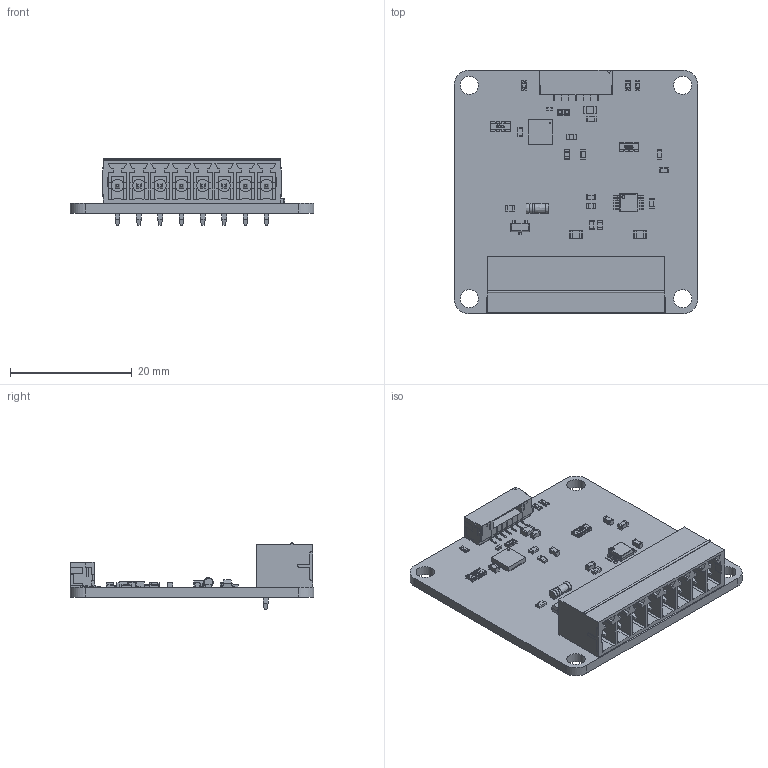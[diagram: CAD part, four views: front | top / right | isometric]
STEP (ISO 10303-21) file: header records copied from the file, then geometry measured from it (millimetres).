
FILE_DESCRIPTION(('FreeCAD Model'),'2;1');
FILE_NAME('industrial-dual-0-20ma-v2.step','2018-07-31T10:20:16',('kicad StepUp'),('ksu MCAD' ),'Open CASCADE STEP processor 7.3','FreeCAD','Unknown');
FILE_SCHEMA(('AUTOMOTIVE_DESIGN { 1 0 10303 214 1 1 1 1 }'));
Length unit declared in the file: millimetre
Products named in the file (34): industrial-dual-0-20ma-v2; Board_Geoms; Pcb; Step_Models; Top; QFN-24_4x4mm_Pitch0.5mm_; C_0805_; C_0603_; C_0603_001; MiniMelf_; D_0603_blue_; D_0603_blue_001; BrickletConn_7pin_; 8er_Phoenix_Buchse_; SOT23_; R_0805_; R_0805_001; Cut_; R_4x0603_; MSOP-10_; D_0603_blue_002; R_4x0603_001; C_0603_002; C_0402_; C_0603_003; C_0603_004; C_0603_005; C_0603_006; C_0603_007; R_0603_; R_0603_001; R_0603_002; R_0603_003; R_0603_004
Assembly tree (33 placements, depth 4):
  industrial-dual-0-20ma-v2
    Board_Geoms
      Pcb
    Step_Models
      Top
        QFN-24_4x4mm_Pitch0.5mm_
        C_0805_
        C_0603_
        C_0603_001
        MiniMelf_
        D_0603_blue_
        D_0603_blue_001
        BrickletConn_7pin_
        8er_Phoenix_Buchse_
        SOT23_
        R_0805_
        R_0805_001
        Cut_
        R_4x0603_
        MSOP-10_
        D_0603_blue_002
        R_4x0603_001
        C_0603_002
        C_0402_
        C_0603_003
        C_0603_004
        C_0603_005
        C_0603_006
        C_0603_007
        R_0603_
        R_0603_001
        R_0603_002
        R_0603_003
        R_0603_004
Bounding box: 40 x 40 x 10.9 mm (x, y, z)
Volume: 3525.8 mm3; surface area: 7054.5 mm2
Topology: 41 solids, 44 shells, 2813 faces, 7841 edges, 5146 vertices
Faces by surface type: plane 2118, cylinder 399, bspline 288, sphere 8
Full cylindrical faces by diameter (mm): 1.4 x8, 2 x8, 3 x4
Entity records: 110175 total; most frequent: CARTESIAN_POINT 19118, ORIENTED_EDGE 15658, DIRECTION 13165, EDGE_CURVE 7833, LINE 6435, VECTOR 6435, VERTEX_POINT 5146, AXIS2_PLACEMENT_3D 3365
